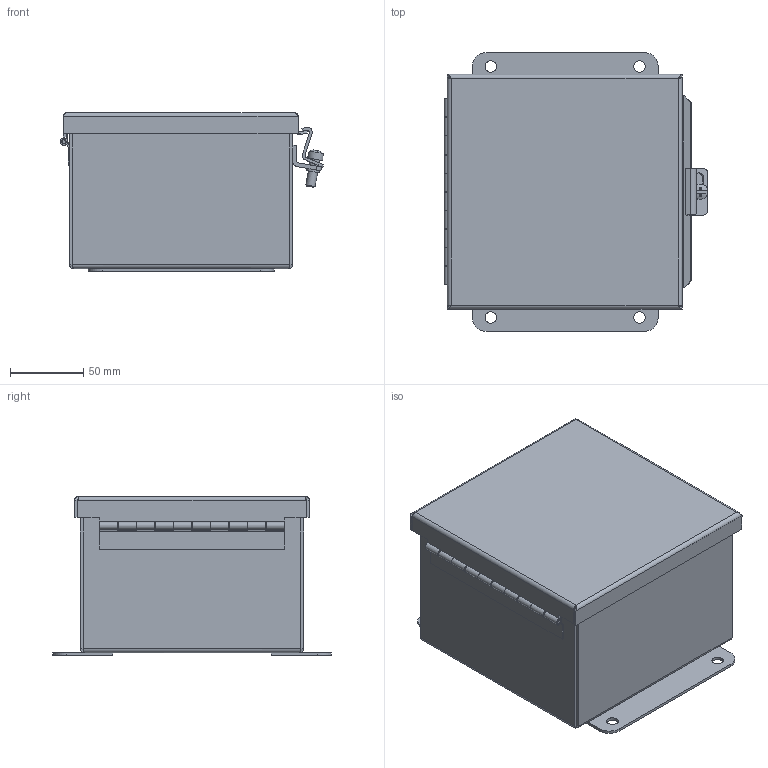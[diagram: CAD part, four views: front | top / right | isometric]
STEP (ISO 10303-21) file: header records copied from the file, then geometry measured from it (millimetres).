
FILE_DESCRIPTION(/* description */ ('NEMA4X/IP66, JIC, ALUM., CH, 6X6X4'),/* implementation_level */ '2;1');
FILE_NAME(/* name */ 'BN4060604CHAL.stp',/* time_stamp */ '2021-10-14T08:14:39-05:00',/* author */ ('samuelbadillo'),/* organization */ (''),/* preprocessor_version */ 'ST-DEVELOPER v18',/* originating_system */ 'Autodesk Inventor 2020',/* authorisation */ '');
FILE_SCHEMA (('AUTOMOTIVE_DESIGN { 1 0 10303 214 3 1 1 }'));
Length unit declared in the file: inch
Products named in the file (14): BN4060604CHAL; B_060604_ALBKP; 32840; 32840TH; 32840LH; 32840P; B_0606CHALLID; 34847; 3086; C2002; 372134; 3887; 38830; B_0606_FIP
Assembly tree (17 placements, depth 3):
  BN4060604CHAL
    B_060604_ALBKP
    32840
      32840TH
      32840LH
      32840P
    B_0606CHALLID
    34847  x2
    3086
    C2002
    372134
    3887  x4
    38830
    B_0606_FIP
Bounding box: 179.97 x 190.5 x 108.56 mm (x, y, z)
Volume: 290667.4 mm3; surface area: 302994.6 mm2
Topology: 16 solids, 16 shells, 339 faces, 780 edges, 479 vertices
Faces by surface type: plane 184, cylinder 101, bspline 28, torus 14, cone 10, sphere 2
Full cylindrical faces by diameter (mm): 2.54 x1, 2.957 x10, 3.967 x4, 4.826 x1, 4.978 x1, 6.35 x10, 7.874 x4, 7.95 x4, 8.738 x1, 10.402 x1
Entity records: 10116 total; most frequent: CARTESIAN_POINT 2338, DIRECTION 1442, ORIENTED_EDGE 1420, EDGE_CURVE 710, LINE 482, VECTOR 482, AXIS2_PLACEMENT_3D 480, VERTEX_POINT 433
